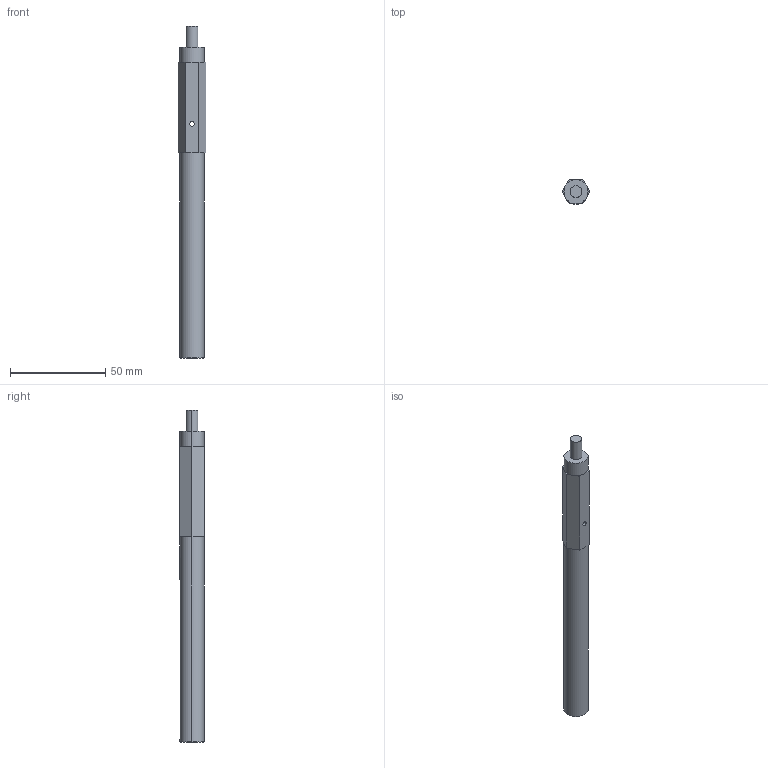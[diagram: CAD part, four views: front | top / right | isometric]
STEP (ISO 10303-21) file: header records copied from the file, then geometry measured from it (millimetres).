
FILE_DESCRIPTION((''),'2;1');
FILE_NAME('AM-0126.stp','2008-01-03T17:28:48',('Owner'),(''),'Autodesk Inventor (R) 6.0','Autodesk Inventor (R) 6.0','');
FILE_SCHEMA(('AUTOMOTIVE_DESIGN { 1 0 10303 214 1 1 1 1 }'));
Length unit declared in the file: inch
Products named in the file (1): AM-0126 Long SS Wheel Shaft
Bounding box: 14.66 x 12.7 x 174.69 mm (x, y, z)
Volume: 20706.2 mm3; surface area: 7934.6 mm2
Topology: 1 solids, 1 shells, 40 faces, 94 edges, 57 vertices
Faces by surface type: plane 24, cylinder 8, bspline 6, cone 2
Entity records: 1263 total; most frequent: CARTESIAN_POINT 328, DIRECTION 194, ORIENTED_EDGE 184, EDGE_CURVE 92, AXIS2_PLACEMENT_3D 71, VERTEX_POINT 57, VECTOR 52, LINE 52
